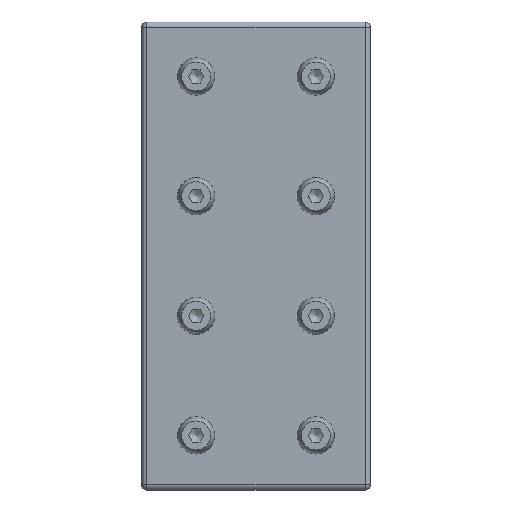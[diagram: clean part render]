
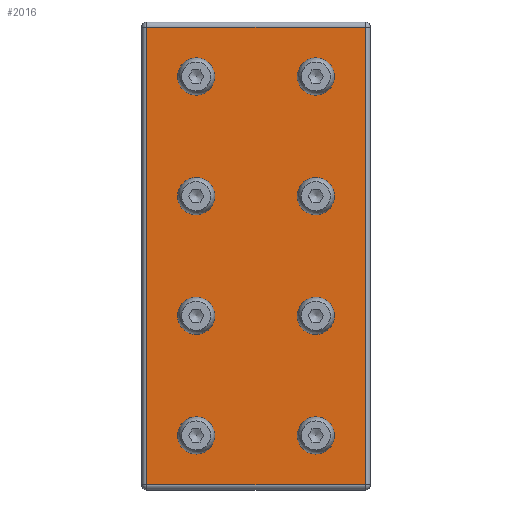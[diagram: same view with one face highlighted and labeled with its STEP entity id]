
A CAD part, top view. The second image highlights one B-rep face of the part: STEP entity #2016.
In plain terms, the highlighted planar face has unit normal (0, 0, 1).
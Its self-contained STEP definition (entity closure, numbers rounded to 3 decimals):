
#2016=ADVANCED_FACE('',(#2253,#2254,#2255,#2256,#2257,#2258,#2259,#2260,#2261),#2262,.T.);
#2253=FACE_OUTER_BOUND('',#2545,.T.);
#2254=FACE_BOUND('',#2546,.T.);
#2255=FACE_BOUND('',#2547,.T.);
#2256=FACE_BOUND('',#2548,.T.);
#2257=FACE_BOUND('',#2549,.T.);
#2258=FACE_BOUND('',#2550,.T.);
#2259=FACE_BOUND('',#2551,.T.);
#2260=FACE_BOUND('',#2552,.T.);
#2261=FACE_BOUND('',#2553,.T.);
#2262=PLANE('',#2554);
#2545=EDGE_LOOP('',(#3465,#3466,#3467,#3468));
#2546=EDGE_LOOP('',(#3469));
#2547=EDGE_LOOP('',(#3470));
#2548=EDGE_LOOP('',(#3471));
#2549=EDGE_LOOP('',(#3472));
#2550=EDGE_LOOP('',(#3473));
#2551=EDGE_LOOP('',(#3474));
#2552=EDGE_LOOP('',(#3475));
#2553=EDGE_LOOP('',(#3476));
#2554=AXIS2_PLACEMENT_3D('',#3477,#3478,#3479);
#3465=ORIENTED_EDGE('',*,*,#3816,.T.);
#3466=ORIENTED_EDGE('',*,*,#3812,.T.);
#3467=ORIENTED_EDGE('',*,*,#3822,.T.);
#3468=ORIENTED_EDGE('',*,*,#3823,.T.);
#3469=ORIENTED_EDGE('',*,*,#3826,.F.);
#3470=ORIENTED_EDGE('',*,*,#3827,.F.);
#3471=ORIENTED_EDGE('',*,*,#3828,.F.);
#3472=ORIENTED_EDGE('',*,*,#3829,.F.);
#3473=ORIENTED_EDGE('',*,*,#3830,.F.);
#3474=ORIENTED_EDGE('',*,*,#3831,.F.);
#3475=ORIENTED_EDGE('',*,*,#3832,.F.);
#3476=ORIENTED_EDGE('',*,*,#3833,.F.);
#3477=CARTESIAN_POINT('',(0.0,0.0,6.0));
#3478=DIRECTION('',(0.0,0.0,1.0));
#3479=DIRECTION('',(1.0,0.0,0.0));
#3812=EDGE_CURVE('',#4296,#4300,#4302,.T.);
#3816=EDGE_CURVE('',#4304,#4296,#4307,.T.);
#3822=EDGE_CURVE('',#4300,#4263,#4314,.T.);
#3823=EDGE_CURVE('',#4263,#4304,#4315,.T.);
#3826=EDGE_CURVE('',#4318,#4318,#4319,.T.);
#3827=EDGE_CURVE('',#4320,#4320,#4321,.T.);
#3828=EDGE_CURVE('',#4322,#4322,#4323,.T.);
#3829=EDGE_CURVE('',#4324,#4324,#4325,.T.);
#3830=EDGE_CURVE('',#4326,#4326,#4327,.T.);
#3831=EDGE_CURVE('',#4328,#4328,#4329,.T.);
#3832=EDGE_CURVE('',#4330,#4330,#4331,.T.);
#3833=EDGE_CURVE('',#4332,#4332,#4333,.T.);
#4263=VERTEX_POINT('',#5045);
#4296=VERTEX_POINT('',#5089);
#4300=VERTEX_POINT('',#5093);
#4302=LINE('',#5095,#5096);
#4304=VERTEX_POINT('',#5099);
#4307=LINE('',#5103,#5104);
#4314=LINE('',#5112,#5113);
#4315=LINE('',#5114,#5115);
#4318=VERTEX_POINT('',#5120);
#4319=CIRCLE('',#5121,4.5);
#4320=VERTEX_POINT('',#5122);
#4321=CIRCLE('',#5123,4.5);
#4322=VERTEX_POINT('',#5124);
#4323=CIRCLE('',#5125,4.5);
#4324=VERTEX_POINT('',#5126);
#4325=CIRCLE('',#5127,4.5);
#4326=VERTEX_POINT('',#5128);
#4327=CIRCLE('',#5129,4.5);
#4328=VERTEX_POINT('',#5130);
#4329=CIRCLE('',#5131,4.5);
#4330=VERTEX_POINT('',#5132);
#4331=CIRCLE('',#5133,4.5);
#4332=VERTEX_POINT('',#5134);
#4333=CIRCLE('',#5135,4.5);
#5045=CARTESIAN_POINT('',(-41.0,-86.0,6.0));
#5089=CARTESIAN_POINT('',(41.0,86.0,6.0));
#5093=CARTESIAN_POINT('',(-41.0,86.0,6.0));
#5095=CARTESIAN_POINT('',(0.,86.0,6.0));
#5096=VECTOR('',#5598,1.0);
#5099=CARTESIAN_POINT('',(41.0,-86.0,6.0));
#5103=CARTESIAN_POINT('',(41.0,0.,6.0));
#5104=VECTOR('',#5604,1.0);
#5112=CARTESIAN_POINT('',(-41.0,0.,6.0));
#5113=VECTOR('',#5618,1.0);
#5114=CARTESIAN_POINT('',(0.0,-86.0,6.0));
#5115=VECTOR('',#5619,1.0);
#5120=CARTESIAN_POINT('',(-18.0,-67.5,6.0));
#5121=AXIS2_PLACEMENT_3D('',#5622,#5623,#5624);
#5122=CARTESIAN_POINT('',(-18.0,-22.5,6.0));
#5123=AXIS2_PLACEMENT_3D('',#5625,#5626,#5627);
#5124=CARTESIAN_POINT('',(-18.0,22.5,6.0));
#5125=AXIS2_PLACEMENT_3D('',#5628,#5629,#5630);
#5126=CARTESIAN_POINT('',(-18.0,67.5,6.0));
#5127=AXIS2_PLACEMENT_3D('',#5631,#5632,#5633);
#5128=CARTESIAN_POINT('',(27.0,-67.5,6.0));
#5129=AXIS2_PLACEMENT_3D('',#5634,#5635,#5636);
#5130=CARTESIAN_POINT('',(27.0,-22.5,6.0));
#5131=AXIS2_PLACEMENT_3D('',#5637,#5638,#5639);
#5132=CARTESIAN_POINT('',(27.0,22.5,6.0));
#5133=AXIS2_PLACEMENT_3D('',#5640,#5641,#5642);
#5134=CARTESIAN_POINT('',(27.0,67.5,6.0));
#5135=AXIS2_PLACEMENT_3D('',#5643,#5644,#5645);
#5598=DIRECTION('',(-1.0,0.,0.0));
#5604=DIRECTION('',(0.,1.0,0.0));
#5618=DIRECTION('',(0.,-1.0,0.0));
#5619=DIRECTION('',(1.0,0.0,0.0));
#5622=CARTESIAN_POINT('',(-22.5,-67.5,6.0));
#5623=DIRECTION('',(0.0,0.0,1.0));
#5624=DIRECTION('',(1.0,0.0,0.0));
#5625=CARTESIAN_POINT('',(-22.5,-22.5,6.0));
#5626=DIRECTION('',(0.0,0.0,1.0));
#5627=DIRECTION('',(1.0,0.0,0.0));
#5628=CARTESIAN_POINT('',(-22.5,22.5,6.0));
#5629=DIRECTION('',(0.0,0.0,1.0));
#5630=DIRECTION('',(1.0,0.0,0.0));
#5631=CARTESIAN_POINT('',(-22.5,67.5,6.0));
#5632=DIRECTION('',(0.0,0.0,1.0));
#5633=DIRECTION('',(1.0,0.0,0.0));
#5634=CARTESIAN_POINT('',(22.5,-67.5,6.0));
#5635=DIRECTION('',(0.0,0.0,1.0));
#5636=DIRECTION('',(1.0,0.0,0.0));
#5637=CARTESIAN_POINT('',(22.5,-22.5,6.0));
#5638=DIRECTION('',(0.0,0.0,1.0));
#5639=DIRECTION('',(1.0,0.0,0.0));
#5640=CARTESIAN_POINT('',(22.5,22.5,6.0));
#5641=DIRECTION('',(0.0,0.0,1.0));
#5642=DIRECTION('',(1.0,0.0,0.0));
#5643=CARTESIAN_POINT('',(22.5,67.5,6.0));
#5644=DIRECTION('',(0.0,0.0,1.0));
#5645=DIRECTION('',(1.0,0.0,0.0));
